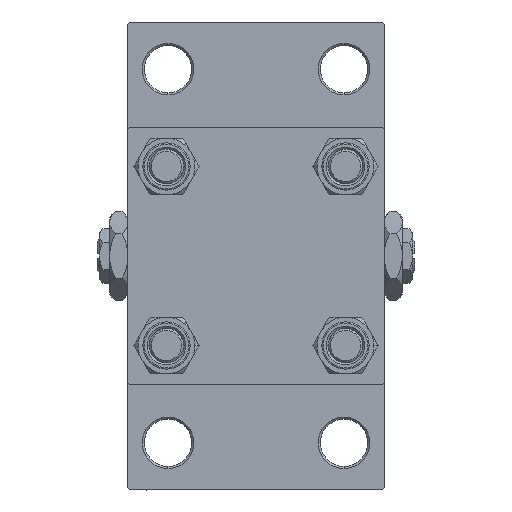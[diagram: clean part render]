
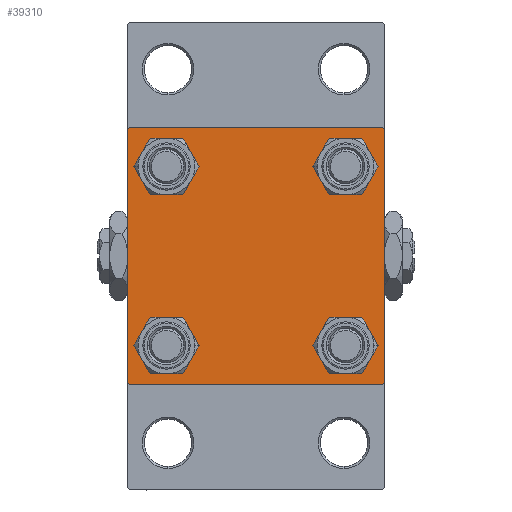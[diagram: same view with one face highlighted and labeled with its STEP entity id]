
A CAD part, left-side view. The second image highlights one B-rep face of the part: STEP entity #39310.
In plain terms, the highlighted planar face has unit normal (-1, 0, 0).
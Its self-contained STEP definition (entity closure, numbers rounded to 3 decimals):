
#657 = DIRECTION ( 'NONE',  ( 1., 0., 0. ) ) ;
#2477 = ORIENTED_EDGE ( 'NONE', *, *, #38692, .T. ) ;
#3333 = DIRECTION ( 'NONE',  ( 1., 0., 0. ) ) ;
#3659 = CIRCLE ( 'NONE', #10042, 4.5 ) ;
#3979 = DIRECTION ( 'NONE',  ( 1., 0., 0. ) ) ;
#4363 = AXIS2_PLACEMENT_3D ( 'NONE', #11220, #3979, #11713 ) ;
#5545 = CARTESIAN_POINT ( 'NONE',  ( 0., 20.85, -20.85 ) ) ;
#5552 = VERTEX_POINT ( 'NONE', #14152 ) ;
#5620 = CARTESIAN_POINT ( 'NONE',  ( 0., 20.85, 16.35 ) ) ;
#5808 = CARTESIAN_POINT ( 'NONE',  ( 0., -29.5, -30. ) ) ;
#5825 = CIRCLE ( 'NONE', #43945, 4.5 ) ;
#6204 = CARTESIAN_POINT ( 'NONE',  ( 0., 30., 30. ) ) ;
#6336 = DIRECTION ( 'NONE',  ( -1., 0., 0. ) ) ;
#6599 = LINE ( 'NONE', #46965, #30711 ) ;
#6691 = VECTOR ( 'NONE', #19343, 1000. ) ;
#7486 = ORIENTED_EDGE ( 'NONE', *, *, #41729, .T. ) ;
#7516 = LINE ( 'NONE', #22678, #11652 ) ;
#7637 = ORIENTED_EDGE ( 'NONE', *, *, #34660, .T. ) ;
#8182 = AXIS2_PLACEMENT_3D ( 'NONE', #47950, #36267, #21348 ) ;
#8300 = DIRECTION ( 'NONE',  ( 1., 0., 0. ) ) ;
#8639 = EDGE_CURVE ( 'NONE', #46318, #41336, #23546, .T. ) ;
#8892 = EDGE_CURVE ( 'NONE', #18757, #39369, #6599, .T. ) ;
#8967 = AXIS2_PLACEMENT_3D ( 'NONE', #17776, #6336, #35754 ) ;
#9007 = AXIS2_PLACEMENT_3D ( 'NONE', #34149, #3333, #14785 ) ;
#9871 = VERTEX_POINT ( 'NONE', #10905 ) ;
#10042 = AXIS2_PLACEMENT_3D ( 'NONE', #22969, #8300, #46095 ) ;
#10333 = FACE_BOUND ( 'NONE', #26209, .T. ) ;
#10344 = DIRECTION ( 'NONE',  ( 0., -1., 0. ) ) ;
#10464 = DIRECTION ( 'NONE',  ( 0., 0., 1. ) ) ;
#10905 = CARTESIAN_POINT ( 'NONE',  ( 0., 29.5, -30. ) ) ;
#11220 = CARTESIAN_POINT ( 'NONE',  ( 0., 20.85, 20.85 ) ) ;
#11614 = VERTEX_POINT ( 'NONE', #33840 ) ;
#11652 = VECTOR ( 'NONE', #45553, 1000. ) ;
#11713 = DIRECTION ( 'NONE',  ( 0., 0., 1. ) ) ;
#11852 = CARTESIAN_POINT ( 'NONE',  ( 0., -20.85, 20.85 ) ) ;
#12231 = LINE ( 'NONE', #23664, #46576 ) ;
#12835 = CARTESIAN_POINT ( 'NONE',  ( 0., -20.85, -20.85 ) ) ;
#14152 = CARTESIAN_POINT ( 'NONE',  ( 0., -20.85, 25.35 ) ) ;
#14785 = DIRECTION ( 'NONE',  ( 0., 0., 1. ) ) ;
#14893 = LINE ( 'NONE', #41472, #6691 ) ;
#15276 = CARTESIAN_POINT ( 'NONE',  ( 0., 30., -29.5 ) ) ;
#15859 = ORIENTED_EDGE ( 'NONE', *, *, #8639, .T. ) ;
#16266 = CIRCLE ( 'NONE', #4363, 4.5 ) ;
#16338 = AXIS2_PLACEMENT_3D ( 'NONE', #12835, #27992, #30065 ) ;
#16915 = CIRCLE ( 'NONE', #8182, 4.5 ) ;
#17776 = CARTESIAN_POINT ( 'NONE',  ( 0., 0., 0. ) ) ;
#18146 = ORIENTED_EDGE ( 'NONE', *, *, #39430, .T. ) ;
#18757 = VERTEX_POINT ( 'NONE', #40924 ) ;
#19343 = DIRECTION ( 'NONE',  ( 0., -0.707, 0.707 ) ) ;
#20050 = ORIENTED_EDGE ( 'NONE', *, *, #38520, .T. ) ;
#20163 = VERTEX_POINT ( 'NONE', #46525 ) ;
#20473 = VECTOR ( 'NONE', #21611, 1000. ) ;
#20603 = PLANE ( 'NONE',  #8967 ) ;
#20713 = DIRECTION ( 'NONE',  ( 0., 0., 1. ) ) ;
#20825 = VERTEX_POINT ( 'NONE', #5620 ) ;
#20898 = VERTEX_POINT ( 'NONE', #15276 ) ;
#21132 = ORIENTED_EDGE ( 'NONE', *, *, #40390, .T. ) ;
#21271 = EDGE_LOOP ( 'NONE', ( #35217, #2477 ) ) ;
#21348 = DIRECTION ( 'NONE',  ( 0., 0., 1. ) ) ;
#21433 = CARTESIAN_POINT ( 'NONE',  ( 0., 20.85, -25.35 ) ) ;
#21491 = EDGE_CURVE ( 'NONE', #35013, #29565, #16915, .T. ) ;
#21611 = DIRECTION ( 'NONE',  ( 0., 0., -1. ) ) ;
#21702 = LINE ( 'NONE', #40596, #26415 ) ;
#21854 = LINE ( 'NONE', #6204, #20473 ) ;
#22661 = VERTEX_POINT ( 'NONE', #48222 ) ;
#22678 = CARTESIAN_POINT ( 'NONE',  ( 0., -29.75, 29.75 ) ) ;
#22969 = CARTESIAN_POINT ( 'NONE',  ( 0., 20.85, 20.85 ) ) ;
#23546 = CIRCLE ( 'NONE', #45814, 4.5 ) ;
#23664 = CARTESIAN_POINT ( 'NONE',  ( 0., -30., 30. ) ) ;
#23676 = CARTESIAN_POINT ( 'NONE',  ( 0., 29.75, -29.75 ) ) ;
#24137 = DIRECTION ( 'NONE',  ( 0., -1., 0. ) ) ;
#24268 = ORIENTED_EDGE ( 'NONE', *, *, #35955, .T. ) ;
#24657 = DIRECTION ( 'NONE',  ( 0., -0.707, -0.707 ) ) ;
#24702 = CARTESIAN_POINT ( 'NONE',  ( 0., -20.85, -16.35 ) ) ;
#24765 = EDGE_CURVE ( 'NONE', #34442, #22661, #14893, .T. ) ;
#25075 = CIRCLE ( 'NONE', #16338, 4.5 ) ;
#26209 = EDGE_LOOP ( 'NONE', ( #36000, #38842 ) ) ;
#26415 = VECTOR ( 'NONE', #47321, 1000. ) ;
#27246 = DIRECTION ( 'NONE',  ( 0., 0., 1. ) ) ;
#27992 = DIRECTION ( 'NONE',  ( 1., 0., 0. ) ) ;
#28043 = FACE_BOUND ( 'NONE', #21271, .T. ) ;
#29565 = VERTEX_POINT ( 'NONE', #21433 ) ;
#29720 = EDGE_CURVE ( 'NONE', #20163, #20825, #16266, .T. ) ;
#29817 = DIRECTION ( 'NONE',  ( 1., 0., 0. ) ) ;
#30065 = DIRECTION ( 'NONE',  ( 0., 0., 1. ) ) ;
#30711 = VECTOR ( 'NONE', #10344, 1000. ) ;
#31190 = CIRCLE ( 'NONE', #9007, 4.5 ) ;
#31271 = EDGE_CURVE ( 'NONE', #9871, #34442, #39305, .T. ) ;
#31508 = EDGE_CURVE ( 'NONE', #41336, #46318, #25075, .T. ) ;
#31627 = LINE ( 'NONE', #23676, #44020 ) ;
#32217 = CARTESIAN_POINT ( 'NONE',  ( 0., -20.85, -25.35 ) ) ;
#32751 = ORIENTED_EDGE ( 'NONE', *, *, #8892, .F. ) ;
#33575 = EDGE_CURVE ( 'NONE', #20825, #20163, #3659, .T. ) ;
#33840 = CARTESIAN_POINT ( 'NONE',  ( 0., -20.85, 16.35 ) ) ;
#34149 = CARTESIAN_POINT ( 'NONE',  ( 0., -20.85, 20.85 ) ) ;
#34405 = ORIENTED_EDGE ( 'NONE', *, *, #24765, .T. ) ;
#34442 = VERTEX_POINT ( 'NONE', #5808 ) ;
#34660 = EDGE_CURVE ( 'NONE', #35666, #39369, #7516, .T. ) ;
#34774 = EDGE_CURVE ( 'NONE', #35666, #22661, #12231, .T. ) ;
#35013 = VERTEX_POINT ( 'NONE', #41509 ) ;
#35217 = ORIENTED_EDGE ( 'NONE', *, *, #21491, .T. ) ;
#35622 = EDGE_LOOP ( 'NONE', ( #18146, #21132 ) ) ;
#35666 = VERTEX_POINT ( 'NONE', #43050 ) ;
#35754 = DIRECTION ( 'NONE',  ( 0., 0., 1. ) ) ;
#35926 = CIRCLE ( 'NONE', #36703, 4.5 ) ;
#35955 = EDGE_CURVE ( 'NONE', #38546, #20898, #21854, .T. ) ;
#36000 = ORIENTED_EDGE ( 'NONE', *, *, #29720, .T. ) ;
#36127 = CARTESIAN_POINT ( 'NONE',  ( 0., 30., 29.5 ) ) ;
#36267 = DIRECTION ( 'NONE',  ( 1., 0., 0. ) ) ;
#36597 = DIRECTION ( 'NONE',  ( 1., 0., 0. ) ) ;
#36703 = AXIS2_PLACEMENT_3D ( 'NONE', #5545, #36597, #20713 ) ;
#37052 = CARTESIAN_POINT ( 'NONE',  ( 0., -20.85, -20.85 ) ) ;
#37717 = VECTOR ( 'NONE', #24137, 1000. ) ;
#38520 = EDGE_CURVE ( 'NONE', #18757, #38546, #21702, .T. ) ;
#38546 = VERTEX_POINT ( 'NONE', #36127 ) ;
#38692 = EDGE_CURVE ( 'NONE', #29565, #35013, #35926, .T. ) ;
#38822 = DIRECTION ( 'NONE',  ( 0., 0., -1. ) ) ;
#38842 = ORIENTED_EDGE ( 'NONE', *, *, #33575, .T. ) ;
#39305 = LINE ( 'NONE', #47271, #37717 ) ;
#39310 = ADVANCED_FACE ( 'NONE', ( #46948, #40405, #28043, #10333, #39490 ), #20603, .T. ) ;
#39369 = VERTEX_POINT ( 'NONE', #49091 ) ;
#39430 = EDGE_CURVE ( 'NONE', #5552, #11614, #31190, .T. ) ;
#39490 = FACE_OUTER_BOUND ( 'NONE', #47681, .T. ) ;
#40390 = EDGE_CURVE ( 'NONE', #11614, #5552, #5825, .T. ) ;
#40405 = FACE_BOUND ( 'NONE', #43796, .T. ) ;
#40596 = CARTESIAN_POINT ( 'NONE',  ( 0., 29.75, 29.75 ) ) ;
#40924 = CARTESIAN_POINT ( 'NONE',  ( 0., 29.5, 30. ) ) ;
#41336 = VERTEX_POINT ( 'NONE', #32217 ) ;
#41472 = CARTESIAN_POINT ( 'NONE',  ( 0., -29.75, -29.75 ) ) ;
#41509 = CARTESIAN_POINT ( 'NONE',  ( 0., 20.85, -16.35 ) ) ;
#41729 = EDGE_CURVE ( 'NONE', #20898, #9871, #31627, .T. ) ;
#42774 = ORIENTED_EDGE ( 'NONE', *, *, #34774, .F. ) ;
#43050 = CARTESIAN_POINT ( 'NONE',  ( 0., -30., 29.5 ) ) ;
#43796 = EDGE_LOOP ( 'NONE', ( #15859, #45689 ) ) ;
#43945 = AXIS2_PLACEMENT_3D ( 'NONE', #11852, #657, #27246 ) ;
#44020 = VECTOR ( 'NONE', #24657, 1000. ) ;
#45553 = DIRECTION ( 'NONE',  ( 0., 0.707, 0.707 ) ) ;
#45689 = ORIENTED_EDGE ( 'NONE', *, *, #31508, .T. ) ;
#45814 = AXIS2_PLACEMENT_3D ( 'NONE', #37052, #29817, #10464 ) ;
#46095 = DIRECTION ( 'NONE',  ( 0., 0., 1. ) ) ;
#46318 = VERTEX_POINT ( 'NONE', #24702 ) ;
#46525 = CARTESIAN_POINT ( 'NONE',  ( 0., 20.85, 25.35 ) ) ;
#46576 = VECTOR ( 'NONE', #38822, 1000. ) ;
#46948 = FACE_BOUND ( 'NONE', #35622, .T. ) ;
#46965 = CARTESIAN_POINT ( 'NONE',  ( 0., 30., 30. ) ) ;
#47271 = CARTESIAN_POINT ( 'NONE',  ( 0., 30., -30. ) ) ;
#47321 = DIRECTION ( 'NONE',  ( 0., 0.707, -0.707 ) ) ;
#47681 = EDGE_LOOP ( 'NONE', ( #24268, #7486, #48939, #34405, #42774, #7637, #32751, #20050 ) ) ;
#47950 = CARTESIAN_POINT ( 'NONE',  ( 0., 20.85, -20.85 ) ) ;
#48222 = CARTESIAN_POINT ( 'NONE',  ( 0., -30., -29.5 ) ) ;
#48939 = ORIENTED_EDGE ( 'NONE', *, *, #31271, .T. ) ;
#49091 = CARTESIAN_POINT ( 'NONE',  ( 0., -29.5, 30. ) ) ;
